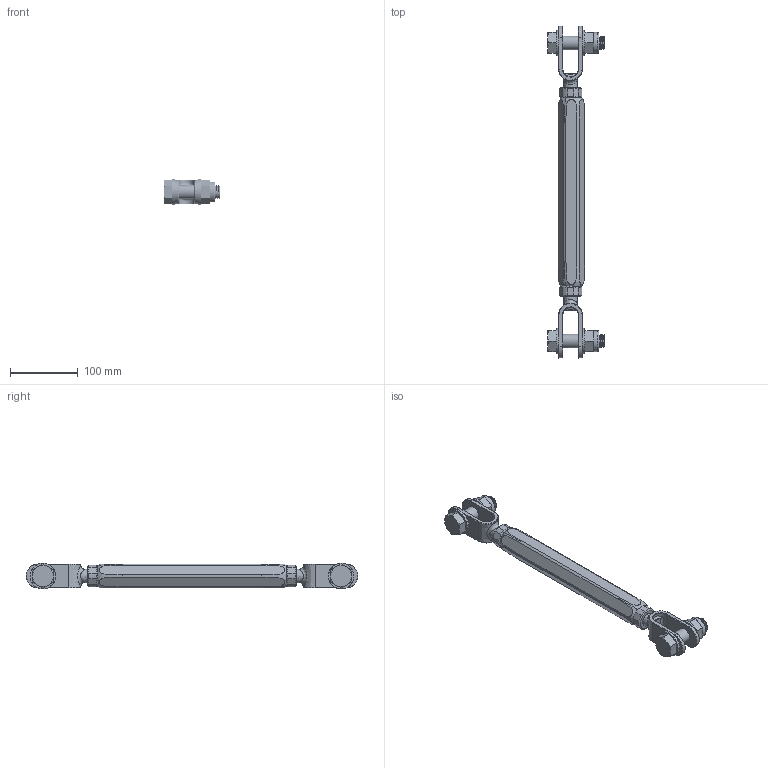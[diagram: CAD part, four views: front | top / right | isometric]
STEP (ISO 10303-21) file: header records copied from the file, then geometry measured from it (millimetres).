
FILE_DESCRIPTION(('FreeCAD Model'),'2;1');
FILE_NAME('Open CASCADE Shape Model','2025-05-05T06:09:08',('FreeCAD'),( 'FreeCAD'),'Open CASCADE STEP processor 7.6','FreeCAD','Unknown');
FILE_SCHEMA(('AUTOMOTIVE_DESIGN { 1 0 10303 214 1 1 1 1 }'));
Products named in the file (1): Open CASCADE STEP translator 7.6 1
Bounding box: 83.67 x 490.64 x 37.7 mm (x, y, z)
Volume: 477105.2 mm3; surface area: 161946.2 mm2
Topology: 15 solids, 15 shells, 738 faces, 2048 edges, 1348 vertices
Faces by surface type: bspline 738
Entity records: 72195 total; most frequent: CARTESIAN_POINT 60450, ORIENTED_EDGE 4096, EDGE_CURVE 2048, B_SPLINE_CURVE_WITH_KNOTS 1768, VERTEX_POINT 1348, FACE_BOUND 776, EDGE_LOOP 776, ADVANCED_FACE 738
